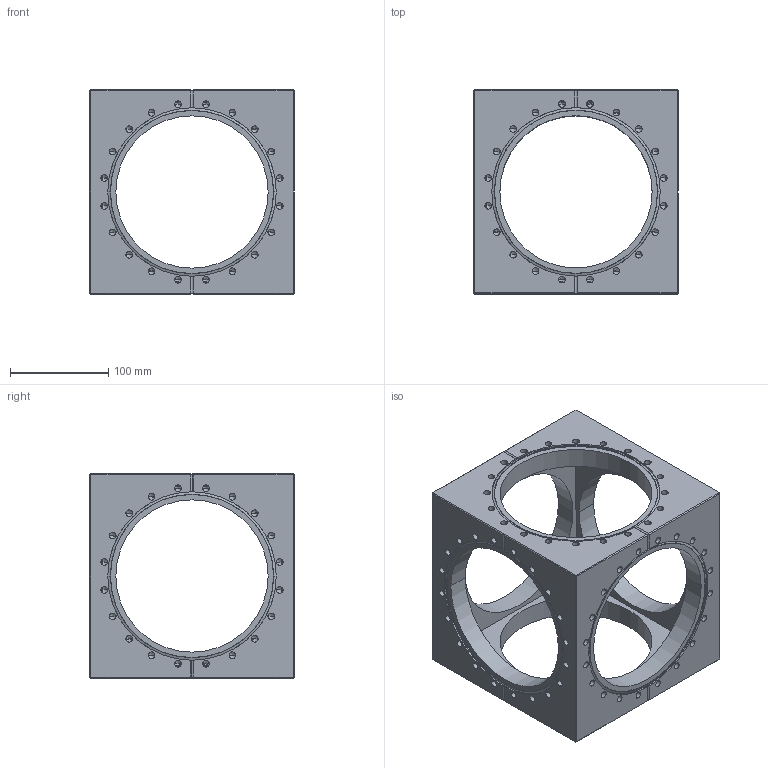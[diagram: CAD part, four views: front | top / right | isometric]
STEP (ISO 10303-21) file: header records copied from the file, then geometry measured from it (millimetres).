
FILE_DESCRIPTION (( 'STEP AP214' ), '1' );
FILE_NAME ('470RKK160.stp', '2017-07-03T09:05:14', ( '' ), ( '' ), 'SwSTEP 2.0', 'SolidWorks 2015', '' );
FILE_SCHEMA (( 'AUTOMOTIVE_DESIGN' ));
Length unit declared in the file: millimetre
Products named in the file (1): 470RKK160
Bounding box: 208 x 208 x 208 mm (x, y, z)
Volume: 2011202 mm3; surface area: 292074.3 mm2
Topology: 1 solids, 1 shells, 596 faces, 1604 edges, 844 vertices
Faces by surface type: cylinder 280, cone 264, plane 40, torus 12
Entity records: 23974 total; most frequent: CARTESIAN_POINT 3617, DIRECTION 3046, ORIENTED_EDGE 2728, EDGE_CURVE 1364, AXIS2_PLACEMENT_3D 1209, VERTEX_POINT 844, EDGE_LOOP 728, VECTOR 628
